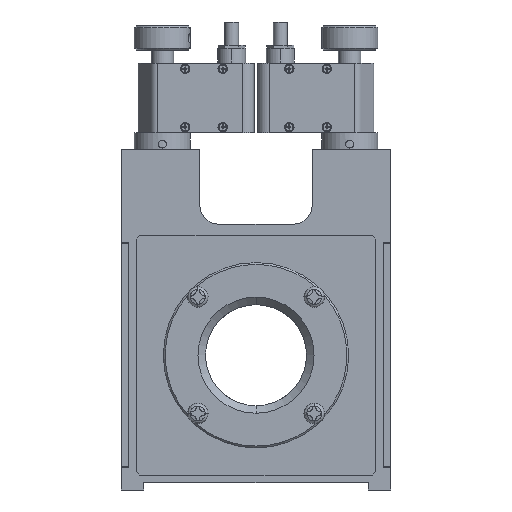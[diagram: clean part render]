
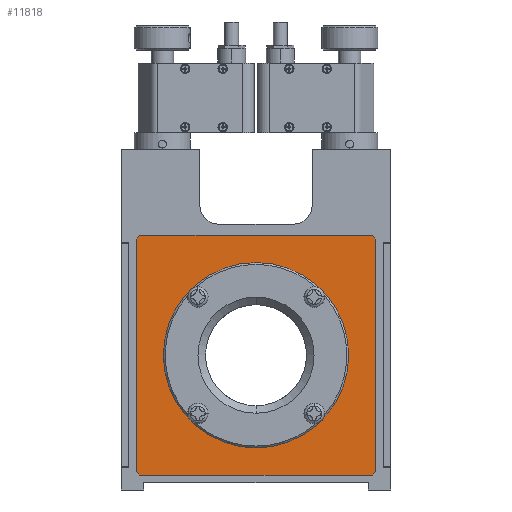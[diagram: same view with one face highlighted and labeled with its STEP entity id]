
A CAD part, front view. The second image highlights one B-rep face of the part: STEP entity #11818.
In plain terms, the highlighted planar face has unit normal (0, 1, 0).
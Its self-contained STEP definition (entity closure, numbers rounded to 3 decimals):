
#634 = CARTESIAN_POINT ( 'NONE',  ( 0.004, -5.996, 24.746 ) ) ;
#712 = DIRECTION ( 'NONE',  ( 0., 1., 0. ) ) ;
#1551 = ORIENTED_EDGE ( 'NONE', *, *, #1815, .T. ) ;
#1815 = EDGE_CURVE ( 'NONE', #14685, #22017, #30318, .T. ) ;
#1934 = ORIENTED_EDGE ( 'NONE', *, *, #2492, .F. ) ;
#2230 = DIRECTION ( 'NONE',  ( 0., 0., -1. ) ) ;
#2308 = VERTEX_POINT ( 'NONE', #2961 ) ;
#2492 = EDGE_CURVE ( 'NONE', #6233, #24993, #26045, .T. ) ;
#2541 = ORIENTED_EDGE ( 'NONE', *, *, #26194, .T. ) ;
#2606 = CARTESIAN_POINT ( 'NONE',  ( 32.009, -5.996, 30.991 ) ) ;
#2746 = CARTESIAN_POINT ( 'NONE',  ( -30.991, -5.996, 32.001 ) ) ;
#2961 = CARTESIAN_POINT ( 'NONE',  ( 31.009, -5.996, 31.991 ) ) ;
#2964 = ORIENTED_EDGE ( 'NONE', *, *, #11737, .T. ) ;
#3029 = ORIENTED_EDGE ( 'NONE', *, *, #23310, .F. ) ;
#3534 = CARTESIAN_POINT ( 'NONE',  ( -31.001, -5.996, -31.999 ) ) ;
#3727 = VECTOR ( 'NONE', #8161, 1000. ) ;
#4104 = VECTOR ( 'NONE', #27928, 1000. ) ;
#5865 = FACE_BOUND ( 'NONE', #17744, .T. ) ;
#6005 = CARTESIAN_POINT ( 'NONE',  ( 0.004, -5.996, -0.004 ) ) ;
#6113 = VECTOR ( 'NONE', #12714, 1000. ) ;
#6233 = VERTEX_POINT ( 'NONE', #24380 ) ;
#6578 = EDGE_CURVE ( 'NONE', #14685, #33131, #8975, .T. ) ;
#7167 = CARTESIAN_POINT ( 'NONE',  ( -31.491, -5.996, 31.501 ) ) ;
#7423 = CARTESIAN_POINT ( 'NONE',  ( -32.001, -5.996, -30.999 ) ) ;
#8161 = DIRECTION ( 'NONE',  ( 1., 0., 0. ) ) ;
#8686 = VECTOR ( 'NONE', #10393, 1000. ) ;
#8797 = DIRECTION ( 'NONE',  ( 0., 0., -1. ) ) ;
#8975 = LINE ( 'NONE', #34775, #11515 ) ;
#9564 = AXIS2_PLACEMENT_3D ( 'NONE', #10687, #9855, #24346 ) ;
#9568 = ORIENTED_EDGE ( 'NONE', *, *, #33981, .F. ) ;
#9855 = DIRECTION ( 'NONE',  ( 0., 1., 0. ) ) ;
#10126 = CARTESIAN_POINT ( 'NONE',  ( -31.991, -5.996, 31.001 ) ) ;
#10128 = FACE_OUTER_BOUND ( 'NONE', #26459, .T. ) ;
#10393 = DIRECTION ( 'NONE',  ( 0.707, 0., -0.707 ) ) ;
#10687 = CARTESIAN_POINT ( 'NONE',  ( 0.004, -5.996, -0.004 ) ) ;
#10980 = LINE ( 'NONE', #16078, #3727 ) ;
#11515 = VECTOR ( 'NONE', #29330, 1000. ) ;
#11737 = EDGE_CURVE ( 'NONE', #31260, #2308, #10980, .T. ) ;
#11818 = ADVANCED_FACE ( 'NONE', ( #5865, #10128 ), #13859, .F. ) ;
#12172 = EDGE_CURVE ( 'NONE', #33892, #16614, #29543, .T. ) ;
#12714 = DIRECTION ( 'NONE',  ( 0.707, 0., 0.707 ) ) ;
#12879 = CARTESIAN_POINT ( 'NONE',  ( -31.991, -5.996, 32.001 ) ) ;
#13859 = PLANE ( 'NONE',  #24628 ) ;
#14685 = VERTEX_POINT ( 'NONE', #33202 ) ;
#16078 = CARTESIAN_POINT ( 'NONE',  ( 32.009, -5.996, 31.991 ) ) ;
#16306 = LINE ( 'NONE', #7423, #8686 ) ;
#16614 = VERTEX_POINT ( 'NONE', #10126 ) ;
#17744 = EDGE_LOOP ( 'NONE', ( #1934, #19811 ) ) ;
#18060 = DIRECTION ( 'NONE',  ( 0., 0., 1. ) ) ;
#18182 = CARTESIAN_POINT ( 'NONE',  ( -32.001, -5.996, -30.999 ) ) ;
#18921 = VECTOR ( 'NONE', #2230, 1000. ) ;
#19140 = ORIENTED_EDGE ( 'NONE', *, *, #12172, .T. ) ;
#19433 = CARTESIAN_POINT ( 'NONE',  ( 31.999, -5.996, -31.009 ) ) ;
#19811 = ORIENTED_EDGE ( 'NONE', *, *, #32025, .F. ) ;
#19842 = CARTESIAN_POINT ( 'NONE',  ( -32.001, -5.996, -31.999 ) ) ;
#20110 = CARTESIAN_POINT ( 'NONE',  ( 32.009, -5.996, 30.991 ) ) ;
#20165 = VECTOR ( 'NONE', #30611, 1000. ) ;
#20490 = LINE ( 'NONE', #7167, #6113 ) ;
#22017 = VERTEX_POINT ( 'NONE', #3534 ) ;
#22829 = ORIENTED_EDGE ( 'NONE', *, *, #6578, .F. ) ;
#23310 = EDGE_CURVE ( 'NONE', #30171, #2308, #30366, .T. ) ;
#24174 = EDGE_CURVE ( 'NONE', #30171, #33131, #28627, .T. ) ;
#24346 = DIRECTION ( 'NONE',  ( 0., 0., -1. ) ) ;
#24380 = CARTESIAN_POINT ( 'NONE',  ( 0.004, -5.996, -24.754 ) ) ;
#24628 = AXIS2_PLACEMENT_3D ( 'NONE', #6005, #27519, #32748 ) ;
#24993 = VERTEX_POINT ( 'NONE', #634 ) ;
#25209 = CIRCLE ( 'NONE', #9564, 24.75 ) ;
#26045 = CIRCLE ( 'NONE', #31417, 24.75 ) ;
#26194 = EDGE_CURVE ( 'NONE', #16614, #31260, #20490, .T. ) ;
#26459 = EDGE_LOOP ( 'NONE', ( #2541, #2964, #3029, #34691, #22829, #1551, #9568, #19140 ) ) ;
#27519 = DIRECTION ( 'NONE',  ( 0., -1., 0. ) ) ;
#27569 = CARTESIAN_POINT ( 'NONE',  ( 0.004, -5.996, -0.004 ) ) ;
#27928 = DIRECTION ( 'NONE',  ( -0.707, 0., 0.707 ) ) ;
#28627 = LINE ( 'NONE', #29074, #18921 ) ;
#29074 = CARTESIAN_POINT ( 'NONE',  ( 31.999, -5.996, -32.009 ) ) ;
#29330 = DIRECTION ( 'NONE',  ( 0.707, 0., 0.707 ) ) ;
#29543 = LINE ( 'NONE', #12879, #30789 ) ;
#30171 = VERTEX_POINT ( 'NONE', #20110 ) ;
#30318 = LINE ( 'NONE', #19842, #20165 ) ;
#30366 = LINE ( 'NONE', #2606, #4104 ) ;
#30611 = DIRECTION ( 'NONE',  ( -1., 0., 0. ) ) ;
#30789 = VECTOR ( 'NONE', #18060, 1000. ) ;
#31260 = VERTEX_POINT ( 'NONE', #2746 ) ;
#31417 = AXIS2_PLACEMENT_3D ( 'NONE', #27569, #712, #8797 ) ;
#32025 = EDGE_CURVE ( 'NONE', #24993, #6233, #25209, .T. ) ;
#32748 = DIRECTION ( 'NONE',  ( 0., 0., -1. ) ) ;
#33131 = VERTEX_POINT ( 'NONE', #19433 ) ;
#33202 = CARTESIAN_POINT ( 'NONE',  ( 30.999, -5.996, -32.009 ) ) ;
#33892 = VERTEX_POINT ( 'NONE', #18182 ) ;
#33981 = EDGE_CURVE ( 'NONE', #33892, #22017, #16306, .T. ) ;
#34691 = ORIENTED_EDGE ( 'NONE', *, *, #24174, .T. ) ;
#34775 = CARTESIAN_POINT ( 'NONE',  ( 30.999, -5.996, -32.009 ) ) ;
